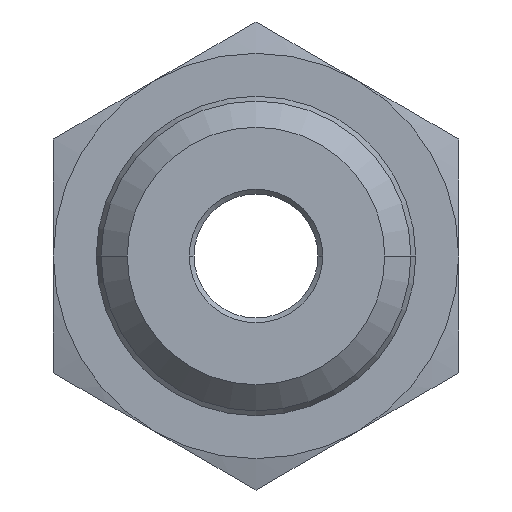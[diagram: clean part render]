
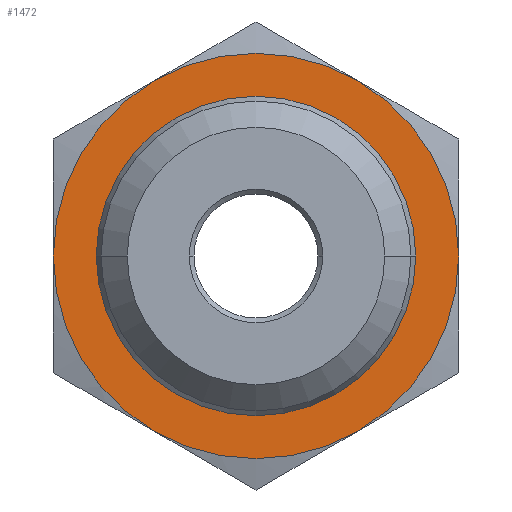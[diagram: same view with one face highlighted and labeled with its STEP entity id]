
A CAD part, front view. The second image highlights one B-rep face of the part: STEP entity #1472.
In plain terms, the highlighted planar face has unit normal (0, -1, 0).
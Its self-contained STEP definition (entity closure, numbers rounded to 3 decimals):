
#225=CARTESIAN_POINT('',(0.,0.,0.));
#226=DIRECTION('',(0.,-1.,0.));
#227=DIRECTION('',(-1.,0.,0.));
#228=AXIS2_PLACEMENT_3D('',#225,#226,#227);
#230=CARTESIAN_POINT('',(0.,0.,0.));
#231=DIRECTION('',(0.,1.,0.));
#232=DIRECTION('',(-1.,0.,0.));
#233=AXIS2_PLACEMENT_3D('',#230,#231,#232);
#235=CARTESIAN_POINT('',(0.,0.,0.));
#236=DIRECTION('',(0.,1.,0.));
#237=DIRECTION('',(-1.,0.,0.));
#238=AXIS2_PLACEMENT_3D('',#235,#236,#237);
#240=CARTESIAN_POINT('',(0.,0.,0.));
#241=DIRECTION('',(0.,1.,0.));
#242=DIRECTION('',(-0.5,0.,0.866));
#243=AXIS2_PLACEMENT_3D('',#240,#241,#242);
#245=CARTESIAN_POINT('',(0.,0.,0.));
#246=DIRECTION('',(0.,1.,0.));
#247=DIRECTION('',(0.5,0.,0.866));
#248=AXIS2_PLACEMENT_3D('',#245,#246,#247);
#282=CARTESIAN_POINT('',(0.,0.,0.));
#283=DIRECTION('',(0.,1.,0.));
#284=DIRECTION('',(1.,0.,0.));
#285=AXIS2_PLACEMENT_3D('',#282,#283,#284);
#287=CARTESIAN_POINT('',(0.,0.,0.));
#288=DIRECTION('',(0.,1.,0.));
#289=DIRECTION('',(0.5,0.,-0.866));
#290=AXIS2_PLACEMENT_3D('',#287,#288,#289);
#292=CARTESIAN_POINT('',(0.,0.,0.));
#293=DIRECTION('',(0.,1.,0.));
#294=DIRECTION('',(-0.5,0.,-0.866));
#295=AXIS2_PLACEMENT_3D('',#292,#293,#294);
#1031=CARTESIAN_POINT('',(-6.7,0.,0.));
#1032=VERTEX_POINT('',#1031);
#1037=CARTESIAN_POINT('',(6.7,0.,0.));
#1038=VERTEX_POINT('',#1037);
#1039=CARTESIAN_POINT('',(-8.5,0.,0.));
#1040=CARTESIAN_POINT('',(-4.25,0.,7.361));
#1041=VERTEX_POINT('',#1039);
#1042=VERTEX_POINT('',#1040);
#1043=CARTESIAN_POINT('',(4.25,0.,7.361));
#1044=VERTEX_POINT('',#1043);
#1045=CARTESIAN_POINT('',(8.5,0.,0.));
#1046=VERTEX_POINT('',#1045);
#1051=CARTESIAN_POINT('',(4.25,0.,-7.361));
#1052=VERTEX_POINT('',#1051);
#1053=CARTESIAN_POINT('',(-4.25,0.,-7.361));
#1054=VERTEX_POINT('',#1053);
#1449=CARTESIAN_POINT('',(0.,0.,0.));
#1450=DIRECTION('',(0.,-1.,0.));
#1451=DIRECTION('',(-1.,0.,0.));
#1452=AXIS2_PLACEMENT_3D('',#1449,#1450,#1451);
#1453=PLANE('',#1452);
#1455=ORIENTED_EDGE('',*,*,#1454,.T.);
#1457=ORIENTED_EDGE('',*,*,#1456,.T.);
#1459=ORIENTED_EDGE('',*,*,#1458,.T.);
#1461=ORIENTED_EDGE('',*,*,#1460,.T.);
#1463=ORIENTED_EDGE('',*,*,#1462,.T.);
#1465=ORIENTED_EDGE('',*,*,#1464,.T.);
#1466=EDGE_LOOP('',(#1455,#1457,#1459,#1461,#1463,#1465));
#1467=FACE_OUTER_BOUND('',#1466,.F.);
#1468=ORIENTED_EDGE('',*,*,#1444,.T.);
#1469=ORIENTED_EDGE('',*,*,#1428,.F.);
#1470=EDGE_LOOP('',(#1468,#1469));
#1471=FACE_BOUND('',#1470,.F.);
#1472=ADVANCED_FACE('',(#1467,#1471),#1453,.T.);
#229=CIRCLE('',#228,6.7);
#234=CIRCLE('',#233,6.7);
#239=CIRCLE('',#238,8.5);
#244=CIRCLE('',#243,8.5);
#249=CIRCLE('',#248,8.5);
#286=CIRCLE('',#285,8.5);
#291=CIRCLE('',#290,8.5);
#296=CIRCLE('',#295,8.5);
#1428=EDGE_CURVE('',#1032,#1038,#234,.T.);
#1444=EDGE_CURVE('',#1032,#1038,#229,.T.);
#1454=EDGE_CURVE('',#1041,#1042,#239,.T.);
#1456=EDGE_CURVE('',#1042,#1044,#244,.T.);
#1458=EDGE_CURVE('',#1044,#1046,#249,.T.);
#1460=EDGE_CURVE('',#1046,#1052,#286,.T.);
#1462=EDGE_CURVE('',#1052,#1054,#291,.T.);
#1464=EDGE_CURVE('',#1054,#1041,#296,.T.);
